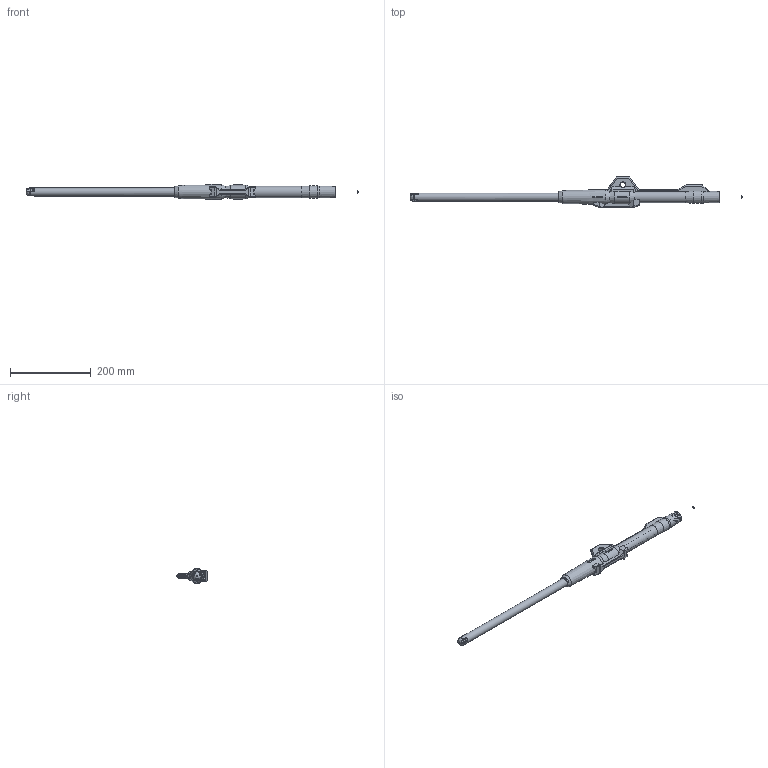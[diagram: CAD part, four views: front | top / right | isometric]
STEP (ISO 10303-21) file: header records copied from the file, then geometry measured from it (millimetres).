
FILE_DESCRIPTION(/* description */ (''),/* implementation_level */ '2;1');
FILE_NAME(/* name */ '',/* time_stamp */ '2025-09-06T10:46:07+09:00',/* author */ (''),/* organization */ (''),/* preprocessor_version */ 'ST-DEVELOPER v20.1',/* originating_system */ 'Autodesk Translation Framework v14.10.0.0',/* authorisation */ '');
FILE_SCHEMA (('AUTOMOTIVE_DESIGN { 1 0 10303 214 3 1 1 }'));
Length unit declared in the file: millimetre
Products named in the file (4): Truncheon; Component1; Component2; Component3
Assembly tree (3 placements, depth 3):
  Truncheon
    Component1
    Component2
      Component3
Bounding box: 820 x 75 x 38.54 mm (x, y, z)
Volume: 320317.5 mm3; surface area: 137632.1 mm2
Topology: 12 solids, 12 shells, 762 faces, 2079 edges, 1326 vertices
Faces by surface type: cylinder 346, bspline 239, plane 129, cone 36, torus 12
Full cylindrical faces by diameter (mm): 13 x1, 14 x1, 20 x1, 21 x1, 21.002 x18, 23.5 x1, 24.349 x19, 28 x2, 34 x1
Entity records: 38202 total; most frequent: CARTESIAN_POINT 21206, ORIENTED_EDGE 4118, DIRECTION 2572, EDGE_CURVE 2059, VERTEX_POINT 1326, AXIS2_PLACEMENT_3D 905, B_SPLINE_CURVE_WITH_KNOTS 893, EDGE_LOOP 773
